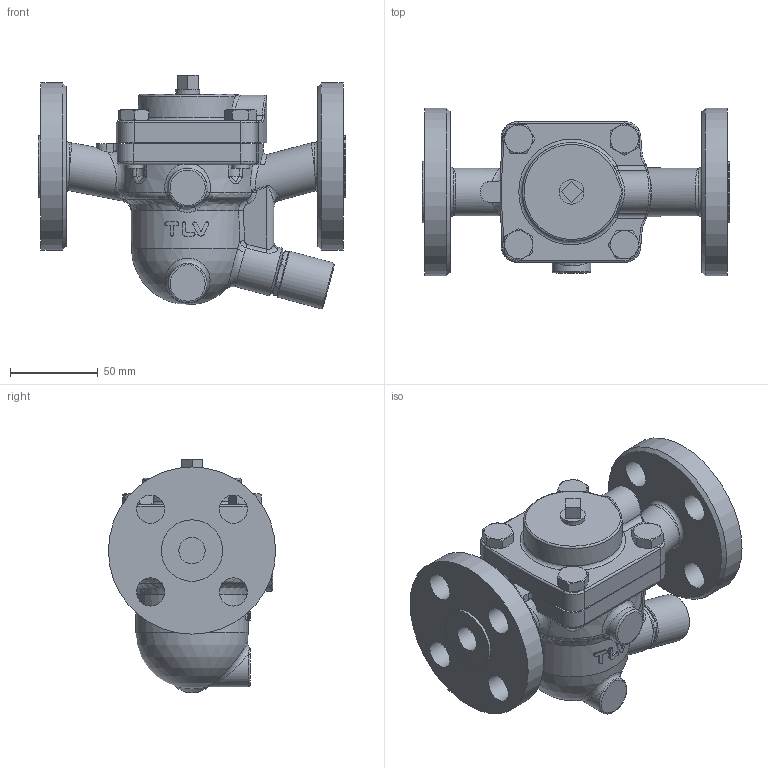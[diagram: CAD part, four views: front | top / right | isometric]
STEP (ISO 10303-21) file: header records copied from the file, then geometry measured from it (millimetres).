
FILE_DESCRIPTION((''),'2;1');
FILE_NAME('ja300-015-a0300-00.stp','2010-11-10T11:26:28',('nakaot'),(''),'Autodesk Inventor 2008','Autodesk Inventor 2008','');
FILE_SCHEMA(('AUTOMOTIVE_DESIGN { 1 0 10303 214 1 1 1 1 }'));
Length unit declared in the file: millimetre
Products named in the file (1): ja300-015-a0300-00
Bounding box: 175 x 95 x 132.89 mm (x, y, z)
Volume: 722603.7 mm3; surface area: 98558.5 mm2
Topology: 1 solids, 1 shells, 354 faces, 845 edges, 520 vertices
Faces by surface type: plane 101, cylinder 91, bspline 81, cone 59, torus 21, sphere 1
Full cylindrical faces by diameter (mm): 10 x8, 15 x1, 16 x4, 22 x1, 27 x3, 28 x1, 34.9 x1, 56.5 x1, 95 x1
Entity records: 18463 total; most frequent: CARTESIAN_POINT 11089, ORIENTED_EDGE 1576, DIRECTION 1402, EDGE_CURVE 788, AXIS2_PLACEMENT_3D 614, VERTEX_POINT 507, EDGE_LOOP 449, FACE_OUTER_BOUND 354
